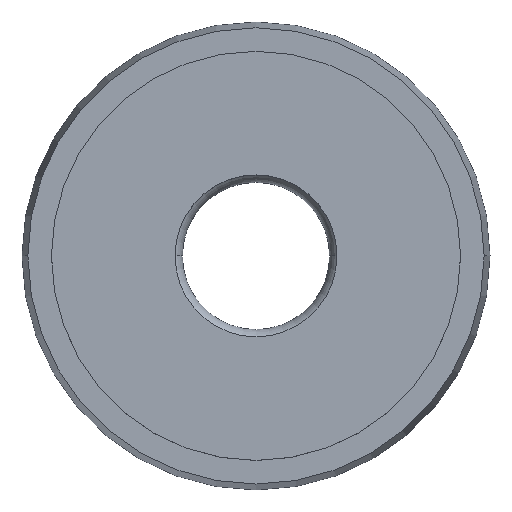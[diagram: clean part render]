
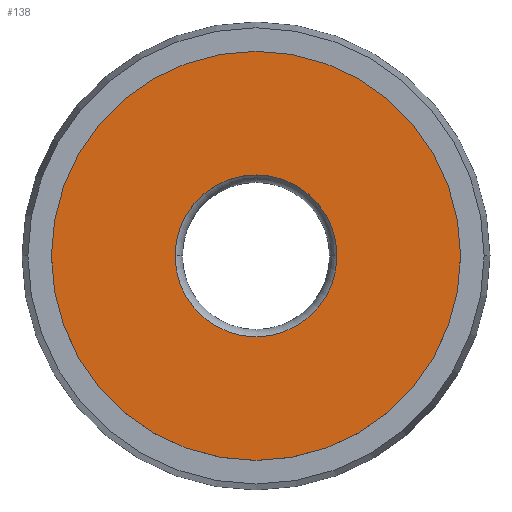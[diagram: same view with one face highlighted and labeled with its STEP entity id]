
A CAD part, top view. The second image highlights one B-rep face of the part: STEP entity #138.
In plain terms, the highlighted planar face has unit normal (0, 0, 1).
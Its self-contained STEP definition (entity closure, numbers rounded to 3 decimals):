
#13 = AXIS2_PLACEMENT_3D ( 'NONE', #604, #220, #414 ) ;
#43 = CARTESIAN_POINT ( 'NONE',  ( 2.75, 0., 0. ) ) ;
#47 = DIRECTION ( 'NONE',  ( 0., 0., 1. ) ) ;
#52 = CARTESIAN_POINT ( 'NONE',  ( -6.95, 0., 0. ) ) ;
#60 = VERTEX_POINT ( 'NONE', #92 ) ;
#75 = VERTEX_POINT ( 'NONE', #43 ) ;
#90 = EDGE_LOOP ( 'NONE', ( #500, #157 ) ) ;
#92 = CARTESIAN_POINT ( 'NONE',  ( 6.95, 0., 0. ) ) ;
#107 = DIRECTION ( 'NONE',  ( 1., 0., 0. ) ) ;
#138 = ADVANCED_FACE ( 'NONE', ( #334, #462 ), #636, .F. ) ;
#142 = CARTESIAN_POINT ( 'NONE',  ( 0., 0., 0. ) ) ;
#148 = ORIENTED_EDGE ( 'NONE', *, *, #640, .F. ) ;
#157 = ORIENTED_EDGE ( 'NONE', *, *, #378, .T. ) ;
#202 = DIRECTION ( 'NONE',  ( 1., 0., 0. ) ) ;
#220 = DIRECTION ( 'NONE',  ( 0., 0., 1. ) ) ;
#221 = VERTEX_POINT ( 'NONE', #52 ) ;
#305 = CIRCLE ( 'NONE', #310, 6.95 ) ;
#310 = AXIS2_PLACEMENT_3D ( 'NONE', #142, #448, #202 ) ;
#334 = FACE_BOUND ( 'NONE', #502, .T. ) ;
#337 = VERTEX_POINT ( 'NONE', #557 ) ;
#347 = CARTESIAN_POINT ( 'NONE',  ( 0., 0., 0. ) ) ;
#359 = CARTESIAN_POINT ( 'NONE',  ( 0., 0., 0. ) ) ;
#370 = CIRCLE ( 'NONE', #13, 6.95 ) ;
#378 = EDGE_CURVE ( 'NONE', #221, #60, #370, .T. ) ;
#388 = CIRCLE ( 'NONE', #423, 2.75 ) ;
#396 = DIRECTION ( 'NONE',  ( 0., 0., -1. ) ) ;
#408 = DIRECTION ( 'NONE',  ( 1., 0., 0. ) ) ;
#409 = DIRECTION ( 'NONE',  ( 0., 0., 1. ) ) ;
#414 = DIRECTION ( 'NONE',  ( 1., 0., 0. ) ) ;
#423 = AXIS2_PLACEMENT_3D ( 'NONE', #359, #47, #107 ) ;
#448 = DIRECTION ( 'NONE',  ( 0., 0., 1. ) ) ;
#462 = FACE_OUTER_BOUND ( 'NONE', #90, .T. ) ;
#482 = ORIENTED_EDGE ( 'NONE', *, *, #629, .F. ) ;
#485 = AXIS2_PLACEMENT_3D ( 'NONE', #347, #396, #632 ) ;
#500 = ORIENTED_EDGE ( 'NONE', *, *, #572, .T. ) ;
#502 = EDGE_LOOP ( 'NONE', ( #482, #148 ) ) ;
#510 = CIRCLE ( 'NONE', #633, 2.75 ) ;
#557 = CARTESIAN_POINT ( 'NONE',  ( -2.75, 0., 0. ) ) ;
#572 = EDGE_CURVE ( 'NONE', #60, #221, #305, .T. ) ;
#600 = CARTESIAN_POINT ( 'NONE',  ( 0., 0., 0. ) ) ;
#604 = CARTESIAN_POINT ( 'NONE',  ( 0., 0., 0. ) ) ;
#629 = EDGE_CURVE ( 'NONE', #75, #337, #510, .T. ) ;
#632 = DIRECTION ( 'NONE',  ( -1., 0., 0. ) ) ;
#633 = AXIS2_PLACEMENT_3D ( 'NONE', #600, #409, #408 ) ;
#636 = PLANE ( 'NONE',  #485 ) ;
#640 = EDGE_CURVE ( 'NONE', #337, #75, #388, .T. ) ;
